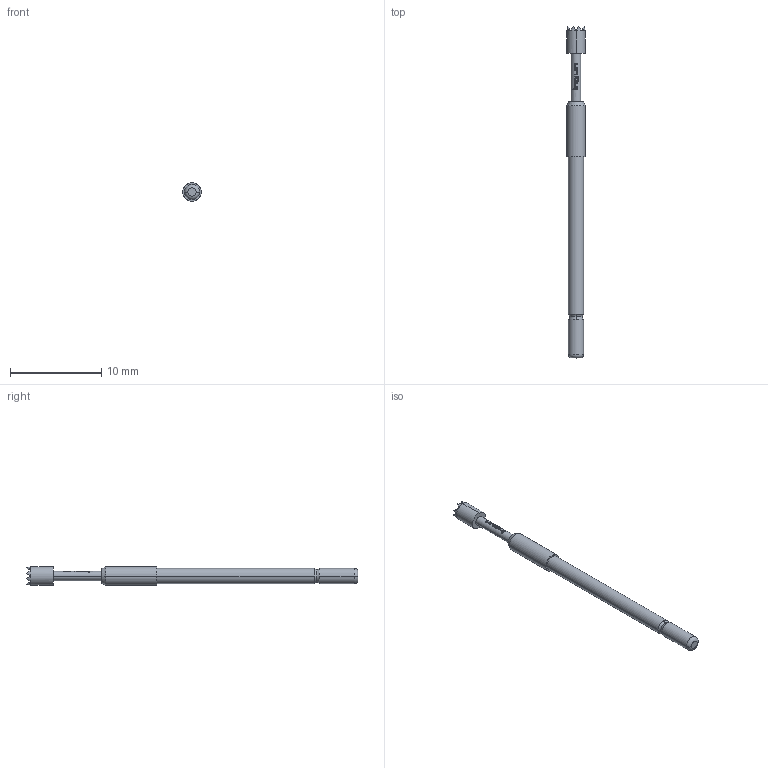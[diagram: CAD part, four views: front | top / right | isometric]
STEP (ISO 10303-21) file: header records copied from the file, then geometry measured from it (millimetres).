
FILE_DESCRIPTION (( 'STEP AP203' ), '1' );
FILE_NAME ('INGUN_GKS-112_306_200_X_xx06_0.STEP', '2017-01-02T06:44:59', ( '' ), ( '' ), 'SwSTEP 2.0', 'SolidWorks 2016', '' );
FILE_SCHEMA (( 'CONFIG_CONTROL_DESIGN' ));
Length unit declared in the file: millimetre
Products named in the file (1): INGUN_GKS-112_306_200_X_xx06_0
Bounding box: 2 x 36.3 x 2 mm (x, y, z)
Volume: 77.7 mm3; surface area: 197.8 mm2
Topology: 1 solids, 1 shells, 158 faces, 376 edges, 229 vertices
Faces by surface type: plane 100, bspline 22, cylinder 16, cone 14, torus 6
Entity records: 4805 total; most frequent: CARTESIAN_POINT 1432, ORIENTED_EDGE 752, DIRECTION 594, EDGE_CURVE 376, VERTEX_POINT 229, AXIS2_PLACEMENT_3D 223, EDGE_LOOP 167, ADVANCED_FACE 158
